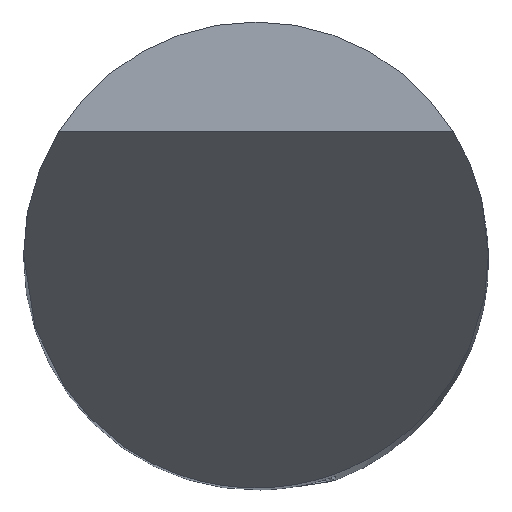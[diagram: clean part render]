
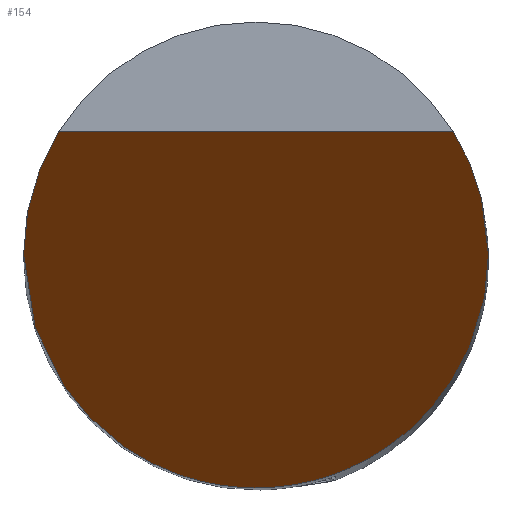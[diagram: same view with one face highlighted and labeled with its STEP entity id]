
A CAD part, top view. The second image highlights one B-rep face of the part: STEP entity #154.
In plain terms, the highlighted planar face has unit normal (0, -0.866, 0.5).
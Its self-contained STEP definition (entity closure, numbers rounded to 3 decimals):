
#50=PLANE('',#589);
#72=(
BOUNDED_CURVE()
B_SPLINE_CURVE(3,(#785,#786,#787,#788),.UNSPECIFIED.,.F.,.F.)
B_SPLINE_CURVE_WITH_KNOTS((4,4),(0.,1.),.UNSPECIFIED.)
CURVE()
GEOMETRIC_REPRESENTATION_ITEM()
RATIONAL_B_SPLINE_CURVE((1.,0.974,0.974,1.))
REPRESENTATION_ITEM('')
);
#73=(
BOUNDED_CURVE()
B_SPLINE_CURVE(3,(#792,#793,#794,#795),.UNSPECIFIED.,.F.,.F.)
B_SPLINE_CURVE_WITH_KNOTS((4,4),(0.,1.),.UNSPECIFIED.)
CURVE()
GEOMETRIC_REPRESENTATION_ITEM()
RATIONAL_B_SPLINE_CURVE((1.,0.974,0.974,1.))
REPRESENTATION_ITEM('')
);
#76=(
BOUNDED_CURVE()
B_SPLINE_CURVE(3,(#821,#822,#823,#824),.UNSPECIFIED.,.F.,.F.)
B_SPLINE_CURVE_WITH_KNOTS((4,4),(0.,1.),.UNSPECIFIED.)
CURVE()
GEOMETRIC_REPRESENTATION_ITEM()
RATIONAL_B_SPLINE_CURVE((1.,0.333,0.333,1.))
REPRESENTATION_ITEM('')
);
#94=LINE('',#890,#128);
#128=VECTOR('',#658,1.);
#154=ADVANCED_FACE('',(#186),#50,.F.);
#186=FACE_OUTER_BOUND('',#216,.T.);
#216=EDGE_LOOP('',(#275,#276,#277,#278));
#275=ORIENTED_EDGE('',*,*,#468,.T.);
#276=ORIENTED_EDGE('',*,*,#444,.T.);
#277=ORIENTED_EDGE('',*,*,#453,.T.);
#278=ORIENTED_EDGE('',*,*,#446,.T.);
#395=VERTEX_POINT('',#784);
#396=VERTEX_POINT('',#789);
#397=VERTEX_POINT('',#791);
#398=VERTEX_POINT('',#796);
#444=EDGE_CURVE('',#396,#395,#72,.T.);
#446=EDGE_CURVE('',#398,#397,#73,.T.);
#453=EDGE_CURVE('',#395,#398,#76,.T.);
#468=EDGE_CURVE('',#397,#396,#94,.T.);
#589=AXIS2_PLACEMENT_3D('',#891,#659,#660);
#658=DIRECTION('',(-1.,0.,0.));
#659=DIRECTION('',(0.,0.866,-0.5));
#660=DIRECTION('',(0.,0.5,0.866));
#784=CARTESIAN_POINT('',(-3.,0.,0.));
#785=CARTESIAN_POINT('',(-2.545,1.588,2.75));
#786=CARTESIAN_POINT('',(-2.844,1.108,1.92));
#787=CARTESIAN_POINT('',(-3.,0.565,0.979));
#788=CARTESIAN_POINT('',(-3.,0.,0.));
#789=CARTESIAN_POINT('',(-2.545,1.588,2.75));
#791=CARTESIAN_POINT('',(2.545,1.588,2.75));
#792=CARTESIAN_POINT('',(3.,0.,0.));
#793=CARTESIAN_POINT('',(3.,0.565,0.979));
#794=CARTESIAN_POINT('',(2.844,1.108,1.92));
#795=CARTESIAN_POINT('',(2.545,1.588,2.75));
#796=CARTESIAN_POINT('',(3.,0.,0.));
#821=CARTESIAN_POINT('',(-3.,0.,0.));
#822=CARTESIAN_POINT('',(-3.,-6.,-10.392));
#823=CARTESIAN_POINT('',(3.,-6.,-10.392));
#824=CARTESIAN_POINT('',(3.,0.,0.));
#890=CARTESIAN_POINT('',(3.,1.588,2.75));
#891=CARTESIAN_POINT('',(3.,1.588,2.75));
